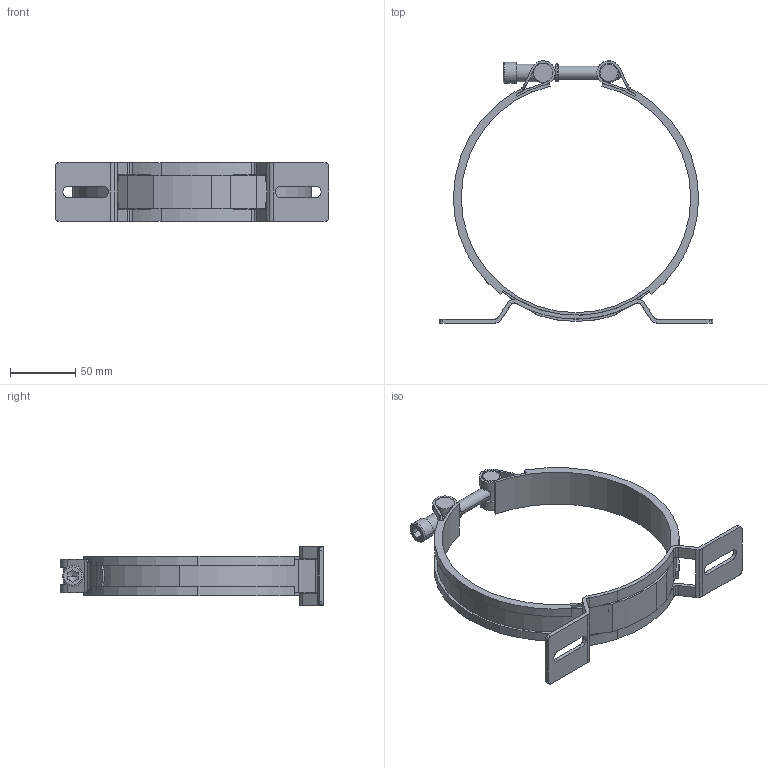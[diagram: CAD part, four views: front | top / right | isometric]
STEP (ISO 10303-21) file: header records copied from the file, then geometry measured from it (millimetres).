
FILE_DESCRIPTION((''),'2;1');
FILE_NAME('MPCA1166176-1.stp','2008-07-16T16:39:47',(''),(''),'Mechanical Desktop.R8.0.24.0','Mechanical Desktop.R8.0.24.0',', , ');
FILE_SCHEMA(('CONFIG_CONTROL_DESIGN'));
Length unit declared in the file: millimetre
Products named in the file (1): MPCA1166176-1 FOR CONVERSION STEP
Bounding box: 210 x 201.15 x 45 mm (x, y, z)
Volume: 110598.3 mm3; surface area: 108670.9 mm2
Topology: 8 solids, 8 shells, 287 faces, 826 edges, 545 vertices
Faces by surface type: bspline 124, cylinder 89, plane 54, torus 10, cone 10
Entity records: 11447 total; most frequent: CARTESIAN_POINT 4099, ORIENTED_EDGE 1650, DIRECTION 1410, EDGE_CURVE 825, VERTEX_POINT 543, AXIS2_PLACEMENT_3D 516, VECTOR 378, LINE 378
